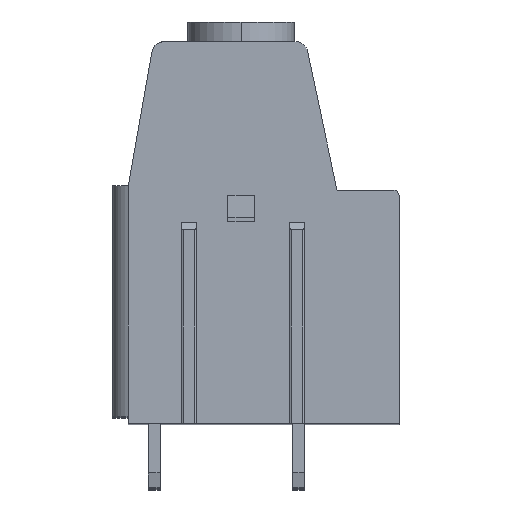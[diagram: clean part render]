
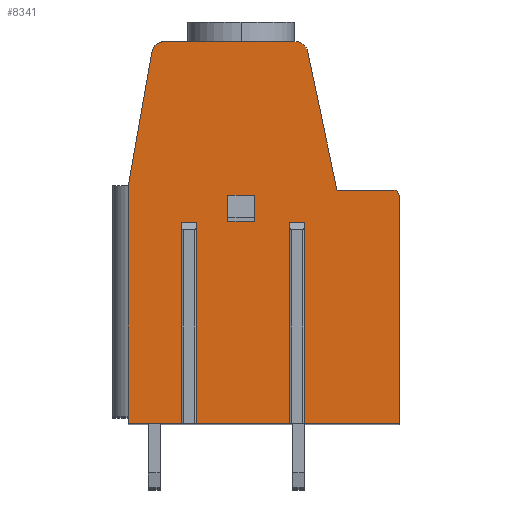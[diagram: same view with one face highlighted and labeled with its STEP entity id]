
A CAD part, top view. The second image highlights one B-rep face of the part: STEP entity #8341.
In plain terms, the highlighted planar face has unit normal (0, 0, 1).
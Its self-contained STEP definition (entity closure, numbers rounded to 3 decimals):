
#2093=DIRECTION('',(0.,1.,0.));
#2094=VECTOR('',#2093,2.);
#2095=CARTESIAN_POINT('',(-0.75,0.85,5.08));
#2096=LINE('',#2095,#2094);
#2097=DIRECTION('',(1.,0.,0.));
#2098=VECTOR('',#2097,2.);
#2099=CARTESIAN_POINT('',(-2.75,2.85,5.08));
#2100=LINE('',#2099,#2098);
#2101=DIRECTION('',(0.,1.,0.));
#2102=VECTOR('',#2101,2.);
#2103=CARTESIAN_POINT('',(-2.75,0.85,5.08));
#2104=LINE('',#2103,#2102);
#2105=DIRECTION('',(1.,0.,0.));
#2106=VECTOR('',#2105,2.);
#2107=CARTESIAN_POINT('',(-2.75,0.85,5.08));
#2108=LINE('',#2107,#2106);
#2109=CARTESIAN_POINT('',(2.386,13.65,5.08));
#2110=DIRECTION('',(0.,0.,1.));
#2111=DIRECTION('',(0.978,0.208,0.));
#2112=AXIS2_PLACEMENT_3D('',#2109,#2110,#2111);
#2114=DIRECTION('',(-0.208,0.978,0.));
#2115=VECTOR('',#2114,10.845);
#2116=CARTESIAN_POINT('',(5.619,3.25,5.08));
#2117=LINE('',#2116,#2115);
#2118=DIRECTION('',(-1.,0.,0.));
#2119=VECTOR('',#2118,4.281);
#2120=CARTESIAN_POINT('',(9.9,3.25,5.08));
#2121=LINE('',#2120,#2119);
#2122=CARTESIAN_POINT('',(9.9,2.75,5.08));
#2123=DIRECTION('',(0.,0.,1.));
#2124=DIRECTION('',(1.,0.,0.));
#2125=AXIS2_PLACEMENT_3D('',#2122,#2123,#2124);
#2127=DIRECTION('',(0.,1.,0.));
#2128=VECTOR('',#2127,17.4);
#2129=CARTESIAN_POINT('',(10.4,-14.65,5.08));
#2130=LINE('',#2129,#2128);
#2131=DIRECTION('',(1.,0.,0.));
#2132=VECTOR('',#2131,7.525);
#2133=CARTESIAN_POINT('',(2.875,-14.65,5.08));
#2134=LINE('',#2133,#2132);
#2135=DIRECTION('',(0.,1.,0.));
#2136=VECTOR('',#2135,15.4);
#2137=CARTESIAN_POINT('',(2.875,-14.65,5.08));
#2138=LINE('',#2137,#2136);
#2139=DIRECTION('',(1.,0.,0.));
#2140=VECTOR('',#2139,0.65);
#2141=CARTESIAN_POINT('',(2.225,0.75,5.08));
#2142=LINE('',#2141,#2140);
#2143=DIRECTION('',(0.,1.,0.));
#2144=VECTOR('',#2143,15.4);
#2145=CARTESIAN_POINT('',(2.225,-14.65,5.08));
#2146=LINE('',#2145,#2144);
#2147=DIRECTION('',(1.,0.,0.));
#2148=VECTOR('',#2147,7.65);
#2149=CARTESIAN_POINT('',(-5.425,-14.65,5.08));
#2150=LINE('',#2149,#2148);
#2151=DIRECTION('',(0.,1.,0.));
#2152=VECTOR('',#2151,15.4);
#2153=CARTESIAN_POINT('',(-5.425,-14.65,5.08));
#2154=LINE('',#2153,#2152);
#2155=DIRECTION('',(1.,0.,0.));
#2156=VECTOR('',#2155,0.65);
#2157=CARTESIAN_POINT('',(-6.075,0.75,5.08));
#2158=LINE('',#2157,#2156);
#2159=DIRECTION('',(0.,1.,0.));
#2160=VECTOR('',#2159,15.4);
#2161=CARTESIAN_POINT('',(-6.075,-14.65,5.08));
#2162=LINE('',#2161,#2160);
#2163=DIRECTION('',(1.,0.,0.));
#2164=VECTOR('',#2163,4.325);
#2165=CARTESIAN_POINT('',(-10.4,-14.65,5.08));
#2166=LINE('',#2165,#2164);
#2167=DIRECTION('',(0.,-1.,0.));
#2168=VECTOR('',#2167,18.25);
#2169=CARTESIAN_POINT('',(-10.4,3.6,5.08));
#2170=LINE('',#2169,#2168);
#2171=DIRECTION('',(-0.174,-0.985,0.));
#2172=VECTOR('',#2171,10.381);
#2173=CARTESIAN_POINT('',(-8.597,13.824,5.08));
#2174=LINE('',#2173,#2172);
#2175=CARTESIAN_POINT('',(-7.612,13.65,5.08));
#2176=DIRECTION('',(0.,0.,1.));
#2177=DIRECTION('',(0.,1.,0.));
#2178=AXIS2_PLACEMENT_3D('',#2175,#2176,#2177);
#2180=DIRECTION('',(-1.,0.,0.));
#2181=VECTOR('',#2180,9.998);
#2182=CARTESIAN_POINT('',(2.386,14.65,5.08));
#2183=LINE('',#2182,#2181);
#4555=CARTESIAN_POINT('',(-10.4,3.6,5.08));
#4556=CARTESIAN_POINT('',(-10.4,-14.65,5.08));
#4557=VERTEX_POINT('',#4555);
#4558=VERTEX_POINT('',#4556);
#4560=CARTESIAN_POINT('',(10.4,-14.65,5.08));
#4562=VERTEX_POINT('',#4560);
#4564=CARTESIAN_POINT('',(5.619,3.25,5.08));
#4566=VERTEX_POINT('',#4564);
#4607=CARTESIAN_POINT('',(-6.075,-14.65,5.08));
#4608=VERTEX_POINT('',#4607);
#4609=CARTESIAN_POINT('',(-5.425,-14.65,5.08));
#4610=CARTESIAN_POINT('',(2.225,-14.65,5.08));
#4611=VERTEX_POINT('',#4609);
#4612=VERTEX_POINT('',#4610);
#4613=CARTESIAN_POINT('',(2.875,-14.65,5.08));
#4614=VERTEX_POINT('',#4613);
#4615=CARTESIAN_POINT('',(-6.075,0.75,5.08));
#4616=CARTESIAN_POINT('',(-5.425,0.75,5.08));
#4617=VERTEX_POINT('',#4615);
#4618=VERTEX_POINT('',#4616);
#4619=CARTESIAN_POINT('',(2.225,0.75,5.08));
#4620=CARTESIAN_POINT('',(2.875,0.75,5.08));
#4621=VERTEX_POINT('',#4619);
#4622=VERTEX_POINT('',#4620);
#4641=CARTESIAN_POINT('',(-0.75,0.85,5.08));
#4642=CARTESIAN_POINT('',(-0.75,2.85,5.08));
#4643=VERTEX_POINT('',#4641);
#4644=VERTEX_POINT('',#4642);
#4645=CARTESIAN_POINT('',(-2.75,0.85,5.08));
#4646=CARTESIAN_POINT('',(-2.75,2.85,5.08));
#4647=VERTEX_POINT('',#4645);
#4648=VERTEX_POINT('',#4646);
#4773=CARTESIAN_POINT('',(3.364,13.858,5.08));
#4774=VERTEX_POINT('',#4773);
#4775=CARTESIAN_POINT('',(2.386,14.65,5.08));
#4776=VERTEX_POINT('',#4775);
#4781=CARTESIAN_POINT('',(-7.612,14.65,5.08));
#4782=CARTESIAN_POINT('',(-8.597,13.824,5.08));
#4783=VERTEX_POINT('',#4781);
#4784=VERTEX_POINT('',#4782);
#4789=CARTESIAN_POINT('',(10.4,2.75,5.08));
#4790=VERTEX_POINT('',#4789);
#4791=CARTESIAN_POINT('',(9.9,3.25,5.08));
#4792=VERTEX_POINT('',#4791);
#8300=CARTESIAN_POINT('',(0.,0.,5.08));
#8301=DIRECTION('',(0.,0.,1.));
#8302=DIRECTION('',(1.,0.,0.));
#8303=AXIS2_PLACEMENT_3D('',#8300,#8301,#8302);
#8304=PLANE('',#8303);
#8305=ORIENTED_EDGE('',*,*,#5945,.F.);
#8306=ORIENTED_EDGE('',*,*,#5961,.F.);
#8307=ORIENTED_EDGE('',*,*,#5973,.F.);
#8308=ORIENTED_EDGE('',*,*,#5988,.F.);
#8309=ORIENTED_EDGE('',*,*,#6003,.F.);
#8310=ORIENTED_EDGE('',*,*,#6147,.F.);
#8312=ORIENTED_EDGE('',*,*,#8311,.T.);
#8314=ORIENTED_EDGE('',*,*,#8313,.F.);
#8316=ORIENTED_EDGE('',*,*,#8315,.F.);
#8317=ORIENTED_EDGE('',*,*,#6131,.F.);
#8319=ORIENTED_EDGE('',*,*,#8318,.T.);
#8321=ORIENTED_EDGE('',*,*,#8320,.F.);
#8323=ORIENTED_EDGE('',*,*,#8322,.F.);
#8324=ORIENTED_EDGE('',*,*,#6115,.F.);
#8325=ORIENTED_EDGE('',*,*,#6605,.F.);
#8326=ORIENTED_EDGE('',*,*,#6727,.F.);
#8327=ORIENTED_EDGE('',*,*,#7009,.F.);
#8328=ORIENTED_EDGE('',*,*,#7132,.F.);
#8329=EDGE_LOOP('',(#8305,#8306,#8307,#8308,#8309,#8310,#8312,#8314,#8316,#8317,
#8319,#8321,#8323,#8324,#8325,#8326,#8327,#8328));
#8330=FACE_OUTER_BOUND('',#8329,.F.);
#8332=ORIENTED_EDGE('',*,*,#8331,.T.);
#8334=ORIENTED_EDGE('',*,*,#8333,.F.);
#8336=ORIENTED_EDGE('',*,*,#8335,.F.);
#8338=ORIENTED_EDGE('',*,*,#8337,.T.);
#8339=EDGE_LOOP('',(#8332,#8334,#8336,#8338));
#8340=FACE_BOUND('',#8339,.F.);
#2113=CIRCLE('',#2112,1.);
#2126=CIRCLE('',#2125,0.5);
#2179=CIRCLE('',#2178,1.);
#5945=EDGE_CURVE('',#4774,#4776,#2113,.T.);
#5961=EDGE_CURVE('',#4566,#4774,#2117,.T.);
#5973=EDGE_CURVE('',#4792,#4566,#2121,.T.);
#5988=EDGE_CURVE('',#4790,#4792,#2126,.T.);
#6003=EDGE_CURVE('',#4562,#4790,#2130,.T.);
#6115=EDGE_CURVE('',#4558,#4608,#2166,.T.);
#6131=EDGE_CURVE('',#4611,#4612,#2150,.T.);
#6147=EDGE_CURVE('',#4614,#4562,#2134,.T.);
#6605=EDGE_CURVE('',#4557,#4558,#2170,.T.);
#6727=EDGE_CURVE('',#4784,#4557,#2174,.T.);
#7009=EDGE_CURVE('',#4783,#4784,#2179,.T.);
#7132=EDGE_CURVE('',#4776,#4783,#2183,.T.);
#8311=EDGE_CURVE('',#4614,#4622,#2138,.T.);
#8313=EDGE_CURVE('',#4621,#4622,#2142,.T.);
#8315=EDGE_CURVE('',#4612,#4621,#2146,.T.);
#8318=EDGE_CURVE('',#4611,#4618,#2154,.T.);
#8320=EDGE_CURVE('',#4617,#4618,#2158,.T.);
#8322=EDGE_CURVE('',#4608,#4617,#2162,.T.);
#8331=EDGE_CURVE('',#4643,#4644,#2096,.T.);
#8333=EDGE_CURVE('',#4648,#4644,#2100,.T.);
#8335=EDGE_CURVE('',#4647,#4648,#2104,.T.);
#8337=EDGE_CURVE('',#4647,#4643,#2108,.T.);
#8341=ADVANCED_FACE('',(#8330,#8340),#8304,.T.);
